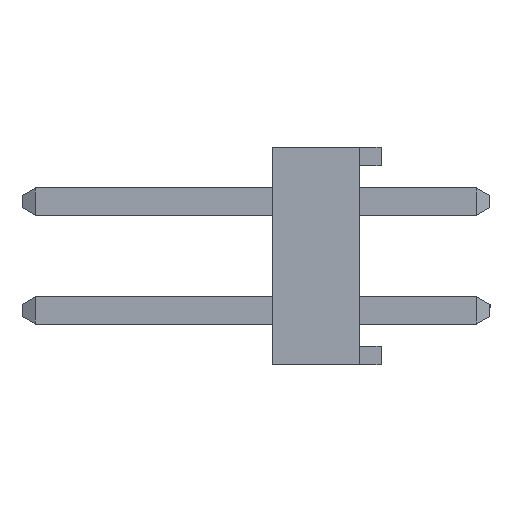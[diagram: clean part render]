
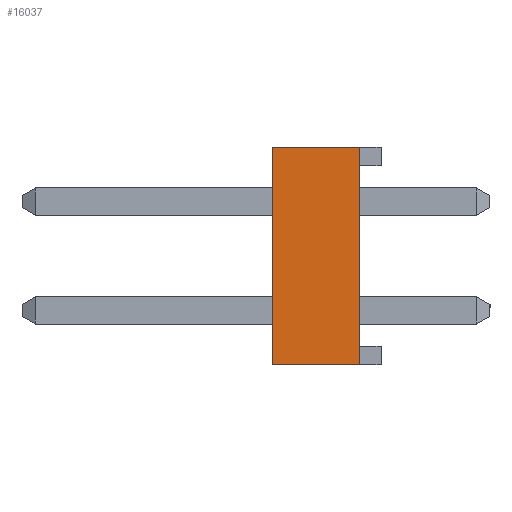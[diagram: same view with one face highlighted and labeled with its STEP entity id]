
A CAD part, left-side view. The second image highlights one B-rep face of the part: STEP entity #16037.
In plain terms, the highlighted planar face has unit normal (-1, 0, 0).
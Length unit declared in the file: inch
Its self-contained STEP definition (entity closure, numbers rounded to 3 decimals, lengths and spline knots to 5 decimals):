
#1655=ORIENTED_EDGE('',*,*,#5819,.F.);
#1656=ORIENTED_EDGE('',*,*,#5065,.F.);
#1657=ORIENTED_EDGE('',*,*,#5820,.F.);
#1658=ORIENTED_EDGE('',*,*,#5184,.T.);
#5065=EDGE_CURVE('',#7259,#7260,#8733,.T.);
#5184=EDGE_CURVE('',#7339,#7338,#8852,.T.);
#5819=EDGE_CURVE('',#7260,#7338,#9487,.T.);
#5820=EDGE_CURVE('',#7339,#7259,#9488,.T.);
#7259=VERTEX_POINT('',#22637);
#7260=VERTEX_POINT('',#22639);
#7338=VERTEX_POINT('',#22846);
#7339=VERTEX_POINT('',#22848);
#8733=LINE('',#22638,#11009);
#8852=LINE('',#22847,#11128);
#9487=LINE('',#24089,#11763);
#9488=LINE('',#24090,#11764);
#11009=VECTOR('',#18213,39.37008);
#11128=VECTOR('',#18354,39.37008);
#11763=VECTOR('',#19451,39.37008);
#11764=VECTOR('',#19452,39.37008);
#13125=EDGE_LOOP('',(#1655,#1656,#1657,#1658));
#14125=FACE_BOUND('',#13125,.T.);
#15125=PLANE('',#16975);
#16037=ADVANCED_FACE('',(#14125),#15125,.F.);
#16975=AXIS2_PLACEMENT_3D('',#24088,#19449,#19450);
#18213=DIRECTION('',(0.,-1.,0.));
#18354=DIRECTION('',(0.,-1.,0.));
#19449=DIRECTION('',(1.,0.,0.));
#19450=DIRECTION('',(0.,0.,-1.));
#19451=DIRECTION('',(0.,0.,-1.));
#19452=DIRECTION('',(0.,0.,1.));
#22637=CARTESIAN_POINT('',(-0.55,0.1,0.1));
#22638=CARTESIAN_POINT('',(-0.55,0.1,0.1));
#22639=CARTESIAN_POINT('',(-0.55,0.02,0.1));
#22846=CARTESIAN_POINT('',(-0.55,0.02,-0.1));
#22847=CARTESIAN_POINT('',(-0.55,0.1,-0.1));
#22848=CARTESIAN_POINT('',(-0.55,0.1,-0.1));
#24088=CARTESIAN_POINT('',(-0.55,0.1,-0.1));
#24089=CARTESIAN_POINT('',(-0.55,0.02,-0.1));
#24090=CARTESIAN_POINT('',(-0.55,0.1,-0.1));
